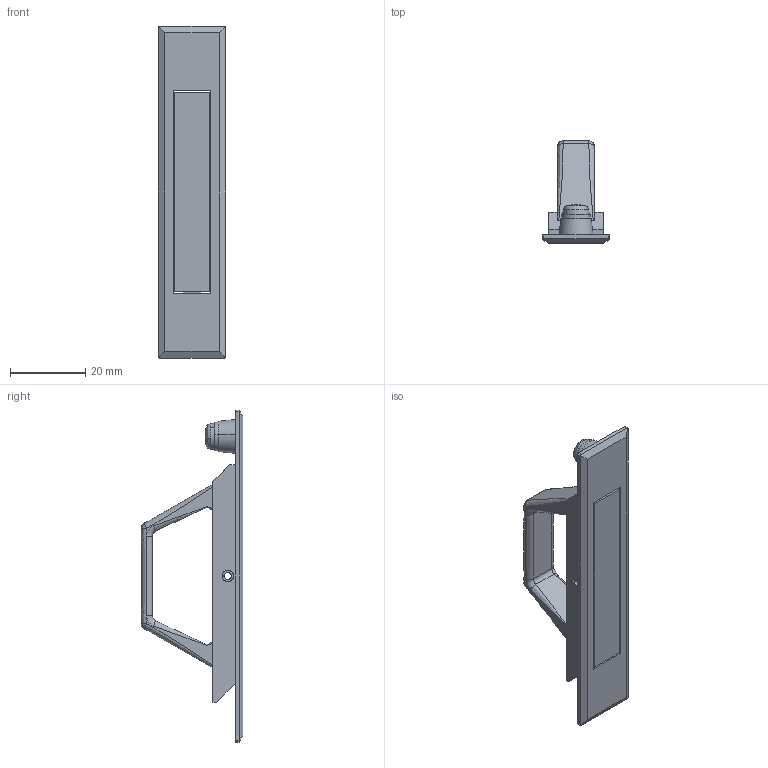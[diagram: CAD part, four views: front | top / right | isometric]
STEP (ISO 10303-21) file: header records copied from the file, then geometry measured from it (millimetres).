
FILE_DESCRIPTION((''),'2;1');
FILE_NAME('','2005-10-12T14:16:38',(''),(''),'','CADfix','');
FILE_SCHEMA(('AUTOMOTIVE_DESIGN'));
Length unit declared in the file: millimetre
Products named in the file (6): screw; pull; pin; bracket; base; THA_236_2_25638_36
Assembly tree (5 placements, depth 2):
  THA_236_2_25638_36
    screw
    pull
    pin
    bracket
    base
Bounding box: 18 x 27 x 88 mm (x, y, z)
Volume: 9272.3 mm3; surface area: 9106.2 mm2
Topology: 5 solids, 5 shells, 168 faces, 466 edges, 311 vertices
Faces by surface type: bspline 168
Entity records: 6244 total; most frequent: CARTESIAN_POINT 3450, ORIENTED_EDGE 932, EDGE_CURVE 466, VERTEX_POINT 311, QUASI_UNIFORM_CURVE 235, EDGE_LOOP 187, FACE_OUTER_BOUND 168, ADVANCED_FACE 168
